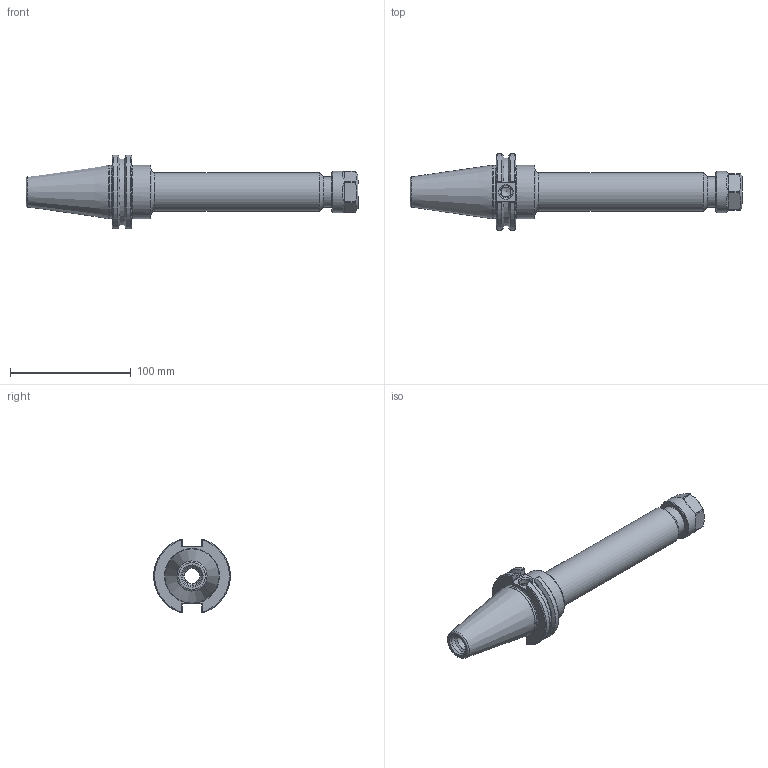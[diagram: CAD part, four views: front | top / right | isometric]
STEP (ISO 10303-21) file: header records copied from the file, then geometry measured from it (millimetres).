
FILE_DESCRIPTION((''),'2;1');
FILE_NAME('C40-20ERP812.iam.stp','2014-06-20T15:51:45',(''),(''),'Autodesk Inventor 2012','Autodesk Inventor 2012','');
FILE_SCHEMA(('AUTOMOTIVE_DESIGN { 1 0 10303 214 1 1 1 1 }'));
Length unit declared in the file: inch
Products named in the file (3): C40-20ERP812; C40-20ER8-1; 20ERHPN
Assembly tree (2 placements, depth 2):
  C40-20ERP812
    C40-20ER8-1
    20ERHPN
Bounding box: 274.51 x 63.26 x 61.05 mm (x, y, z)
Volume: 230033.5 mm3; surface area: 49218.2 mm2
Topology: 2 solids, 2 shells, 120 faces, 297 edges, 186 vertices
Faces by surface type: plane 49, cylinder 34, cone 28, torus 8, bspline 1
Full cylindrical faces by diameter (mm): 8.001 x1, 10.135 x1, 12.751 x1, 13.36 x1, 13.386 x1, 14.478 x1, 14.91 x1, 16.459 x1, 20.066 x1, 23.52 x1, 25 x1, 25.527 x1, 31.75 x1, 34.036 x1, 43.942 x1, 44.45 x1
Entity records: 3541 total; most frequent: CARTESIAN_POINT 773, DIRECTION 550, ORIENTED_EDGE 486, EDGE_CURVE 243, AXIS2_PLACEMENT_3D 225, VERTEX_POINT 176, EDGE_LOOP 173, FACE_OUTER_BOUND 120
